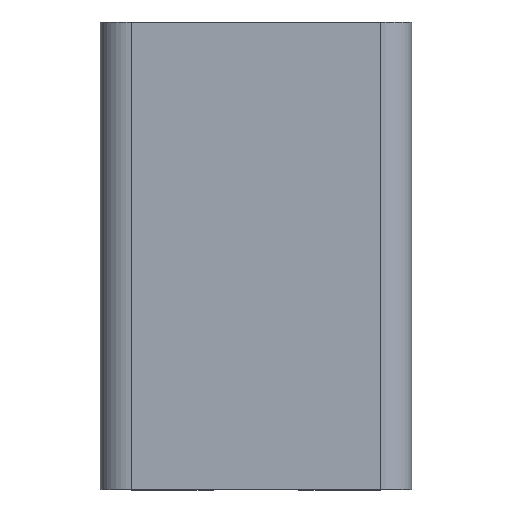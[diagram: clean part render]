
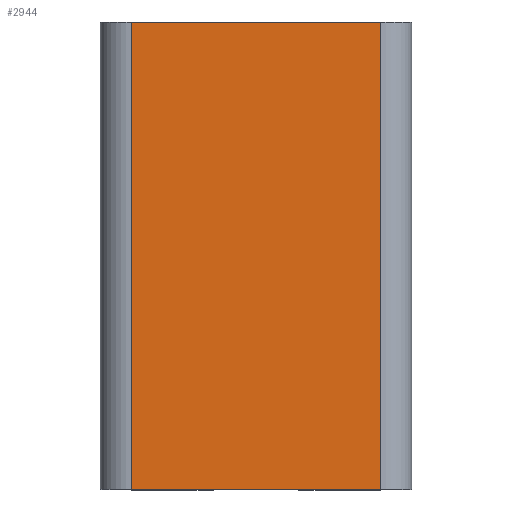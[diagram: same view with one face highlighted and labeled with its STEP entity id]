
A CAD part, top view. The second image highlights one B-rep face of the part: STEP entity #2944.
In plain terms, the highlighted planar face has unit normal (0, 0, 1).
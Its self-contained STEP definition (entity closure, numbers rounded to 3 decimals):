
#175=FACE_OUTER_BOUND('',#333,.T.);
#333=EDGE_LOOP('',(#2328,#2329,#2330,#2331));
#425=LINE('',#4268,#718);
#601=LINE('',#4834,#894);
#602=LINE('',#4838,#895);
#603=LINE('',#4839,#896);
#718=VECTOR('',#3360,10.);
#894=VECTOR('',#3886,1000.);
#895=VECTOR('',#3891,1000.);
#896=VECTOR('',#3892,1000.);
#1169=VERTEX_POINT('',#4265);
#1170=VERTEX_POINT('',#4267);
#1385=VERTEX_POINT('',#4833);
#1386=VERTEX_POINT('',#4837);
#1467=EDGE_CURVE('',#1170,#1169,#425,.T.);
#1750=EDGE_CURVE('',#1385,#1170,#601,.T.);
#1752=EDGE_CURVE('',#1386,#1169,#602,.T.);
#1753=EDGE_CURVE('',#1386,#1385,#603,.T.);
#2328=ORIENTED_EDGE('',*,*,#1467,.T.);
#2329=ORIENTED_EDGE('',*,*,#1752,.F.);
#2330=ORIENTED_EDGE('',*,*,#1753,.T.);
#2331=ORIENTED_EDGE('',*,*,#1750,.T.);
#2835=PLANE('',#3221);
#2944=ADVANCED_FACE('',(#175),#2835,.T.);
#3221=AXIS2_PLACEMENT_3D('',#4836,#3889,#3890);
#3360=DIRECTION('',(1.,0.,0.));
#3886=DIRECTION('',(0.,-1.,0.));
#3889=DIRECTION('center_axis',(0.,0.,1.));
#3890=DIRECTION('ref_axis',(1.,0.,0.));
#3891=DIRECTION('',(0.,-1.,0.));
#3892=DIRECTION('',(-1.,0.,0.));
#4265=CARTESIAN_POINT('',(-24.,30.,-20.));
#4267=CARTESIAN_POINT('',(-56.,30.,-20.));
#4268=CARTESIAN_POINT('',(-29.5,30.,-20.));
#4833=CARTESIAN_POINT('',(-56.,90.,-20.));
#4834=CARTESIAN_POINT('',(-56.,90.,-20.));
#4836=CARTESIAN_POINT('Origin',(-24.,90.,-20.));
#4837=CARTESIAN_POINT('',(-24.,90.,-20.));
#4838=CARTESIAN_POINT('',(-24.,90.,-20.));
#4839=CARTESIAN_POINT('',(-24.,90.,-20.));
